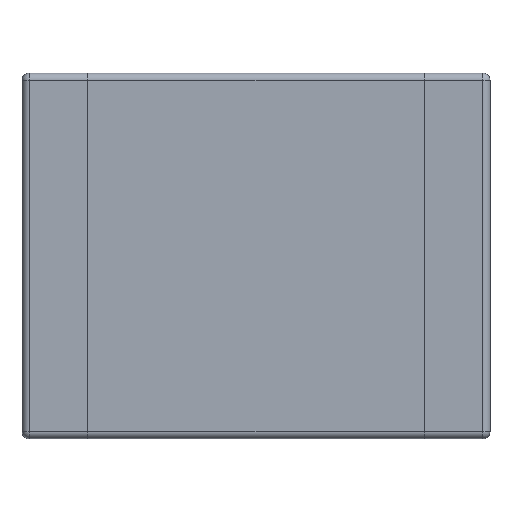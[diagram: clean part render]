
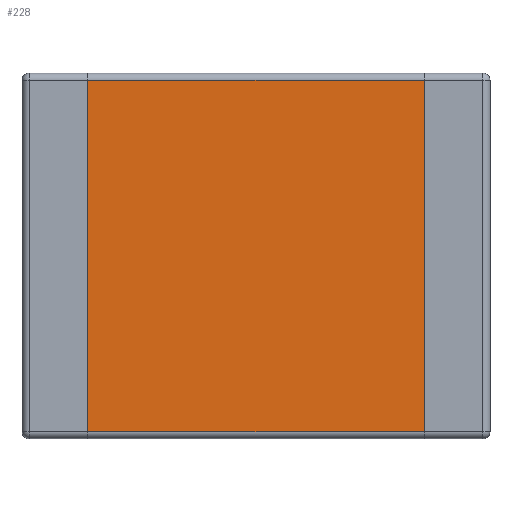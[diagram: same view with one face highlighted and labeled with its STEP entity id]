
A CAD part, front view. The second image highlights one B-rep face of the part: STEP entity #228.
In plain terms, the highlighted planar face has unit normal (0, -1, 0).
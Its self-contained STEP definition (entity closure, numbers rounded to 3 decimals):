
#26 = VERTEX_POINT ( 'NONE', #425 ) ;
#33 = EDGE_CURVE ( 'NONE', #146, #26, #477, .T. ) ;
#37 = EDGE_CURVE ( 'NONE', #157, #82, #473, .T. ) ;
#82 = VERTEX_POINT ( 'NONE', #570 ) ;
#146 = VERTEX_POINT ( 'NONE', #815 ) ;
#157 = VERTEX_POINT ( 'NONE', #839 ) ;
#211 = EDGE_CURVE ( 'NONE', #146, #82, #1011, .T. ) ;
#228 = ADVANCED_FACE ( 'NONE', ( #1057 ), #1102, .T. ) ;
#229 = EDGE_LOOP ( 'NONE', ( #230, #231, #233, #234 ) ) ;
#230 = ORIENTED_EDGE ( 'NONE', *, *, #37, .F. ) ;
#231 = ORIENTED_EDGE ( 'NONE', *, *, #232, .T. ) ;
#232 = EDGE_CURVE ( 'NONE', #157, #26, #1097, .T. ) ;
#233 = ORIENTED_EDGE ( 'NONE', *, *, #33, .F. ) ;
#234 = ORIENTED_EDGE ( 'NONE', *, *, #211, .T. ) ;
#425 = CARTESIAN_POINT ( 'NONE',  ( 1.15, 0., -1.2 ) ) ;
#470 = DIRECTION ( 'NONE',  ( 0., 0., 1. ) ) ;
#471 = VECTOR ( 'NONE', #470, 1000. ) ;
#472 = CARTESIAN_POINT ( 'NONE',  ( -1.15, 0., -1.25 ) ) ;
#473 = LINE ( 'NONE', #472, #471 ) ;
#474 = DIRECTION ( 'NONE',  ( 0., 0., -1. ) ) ;
#475 = VECTOR ( 'NONE', #474, 1000. ) ;
#476 = CARTESIAN_POINT ( 'NONE',  ( 1.15, 0., -1.25 ) ) ;
#477 = LINE ( 'NONE', #476, #475 ) ;
#570 = CARTESIAN_POINT ( 'NONE',  ( -1.15, 0., 1.2 ) ) ;
#815 = CARTESIAN_POINT ( 'NONE',  ( 1.15, 0., 1.2 ) ) ;
#839 = CARTESIAN_POINT ( 'NONE',  ( -1.15, 0., -1.2 ) ) ;
#1008 = DIRECTION ( 'NONE',  ( -1., 0., 0. ) ) ;
#1009 = VECTOR ( 'NONE', #1008, 1000. ) ;
#1010 = CARTESIAN_POINT ( 'NONE',  ( -1.6, 0., 1.2 ) ) ;
#1011 = LINE ( 'NONE', #1010, #1009 ) ;
#1057 = FACE_OUTER_BOUND ( 'NONE', #229, .T. ) ;
#1094 = DIRECTION ( 'NONE',  ( 1., 0., 0. ) ) ;
#1095 = VECTOR ( 'NONE', #1094, 1000. ) ;
#1096 = CARTESIAN_POINT ( 'NONE',  ( 1.6, 0., -1.2 ) ) ;
#1097 = LINE ( 'NONE', #1096, #1095 ) ;
#1098 = DIRECTION ( 'NONE',  ( 0., 0., -1. ) ) ;
#1099 = DIRECTION ( 'NONE',  ( 0., -1., 0. ) ) ;
#1100 = CARTESIAN_POINT ( 'NONE',  ( 1.6, 0., -1.25 ) ) ;
#1101 = AXIS2_PLACEMENT_3D ( 'NONE', #1100, #1099, #1098 ) ;
#1102 = PLANE ( 'NONE',  #1101 ) ;
